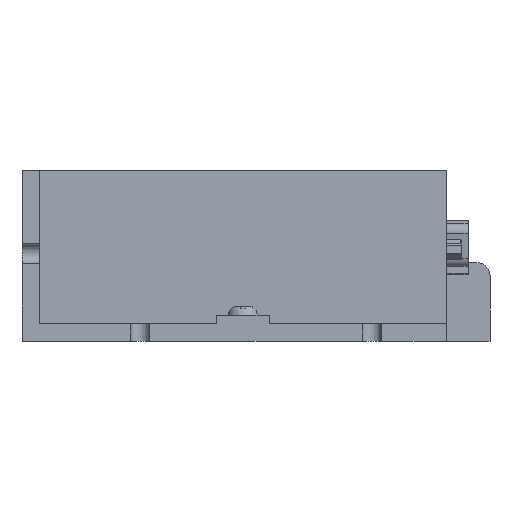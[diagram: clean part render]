
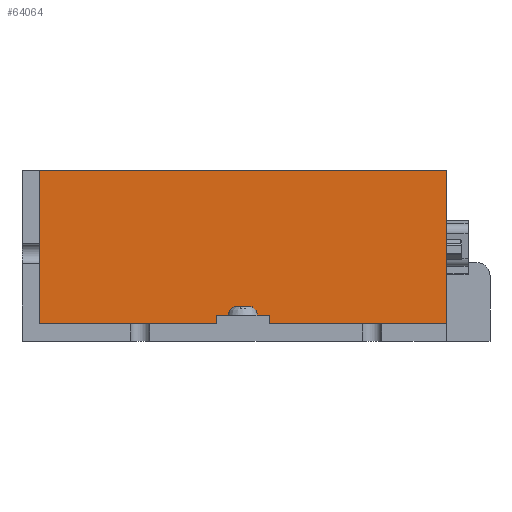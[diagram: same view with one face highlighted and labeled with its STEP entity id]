
A CAD part, left-side view. The second image highlights one B-rep face of the part: STEP entity #64064.
In plain terms, the highlighted planar face has unit normal (-1, 0, 0).
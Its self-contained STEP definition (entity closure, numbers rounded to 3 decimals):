
#24087=CARTESIAN_POINT('',(0.0,-36.181,39.0));
#24088=VERTEX_POINT('',#24087);
#24095=CARTESIAN_POINT('',(0.0,-36.181,4.0));
#24096=VERTEX_POINT('',#24095);
#24097=CARTESIAN_POINT('',(0.0,-36.181,4.0));
#24098=DIRECTION('',(0.0,0.0,1.0));
#24099=VECTOR('',#24098,35.0);
#24100=LINE('',#24097,#24099);
#24101=EDGE_CURVE('',#24096,#24088,#24100,.T.);
#55738=CARTESIAN_POINT('',(0.,56.819,39.0));
#55739=VERTEX_POINT('',#55738);
#55746=CARTESIAN_POINT('',(0.0,-36.181,39.0));
#55747=DIRECTION('',(0.0,1.0,0.0));
#55748=VECTOR('',#55747,93.);
#55749=LINE('',#55746,#55748);
#55750=EDGE_CURVE('',#24088,#55739,#55749,.T.);
#63934=CARTESIAN_POINT('',(0.,4.319,6.0));
#63935=VERTEX_POINT('',#63934);
#63950=CARTESIAN_POINT('',(0.,4.319,4.0));
#63951=VERTEX_POINT('',#63950);
#63958=CARTESIAN_POINT('',(0.,4.319,6.0));
#63959=DIRECTION('',(0.0,0.0,-1.0));
#63960=VECTOR('',#63959,2.0);
#63961=LINE('',#63958,#63960);
#63962=EDGE_CURVE('',#63935,#63951,#63961,.T.);
#63972=CARTESIAN_POINT('',(0.,16.319,6.0));
#63973=VERTEX_POINT('',#63972);
#63982=CARTESIAN_POINT('',(0.,16.319,4.0));
#63983=VERTEX_POINT('',#63982);
#63984=CARTESIAN_POINT('',(0.,16.319,4.0));
#63985=DIRECTION('',(0.0,0.0,1.0));
#63986=VECTOR('',#63985,2.0);
#63987=LINE('',#63984,#63986);
#63988=EDGE_CURVE('',#63983,#63973,#63987,.T.);
#64019=CARTESIAN_POINT('',(0.,16.319,6.0));
#64020=DIRECTION('',(0.0,-1.0,0.0));
#64021=VECTOR('',#64020,12.);
#64022=LINE('',#64019,#64021);
#64023=EDGE_CURVE('',#63973,#63935,#64022,.T.);
#64032=CARTESIAN_POINT('',(0.0,-36.181,0.0));
#64033=DIRECTION('',(-1.0,0.0,0.0));
#64034=DIRECTION('',(0.0,0.0,1.0));
#64035=AXIS2_PLACEMENT_3D('',#64032,#64033,#64034);
#64036=PLANE('',#64035);
#64037=ORIENTED_EDGE('',*,*,#63988,.T.);
#64038=ORIENTED_EDGE('',*,*,#64023,.T.);
#64039=ORIENTED_EDGE('',*,*,#63962,.T.);
#64040=CARTESIAN_POINT('',(0.,4.319,4.0));
#64041=DIRECTION('',(0.0,-1.0,0.0));
#64042=VECTOR('',#64041,40.5);
#64043=LINE('',#64040,#64042);
#64044=EDGE_CURVE('',#63951,#24096,#64043,.T.);
#64045=ORIENTED_EDGE('',*,*,#64044,.T.);
#64046=ORIENTED_EDGE('',*,*,#24101,.T.);
#64047=ORIENTED_EDGE('',*,*,#55750,.T.);
#64048=CARTESIAN_POINT('',(0.,56.819,4.0));
#64049=VERTEX_POINT('',#64048);
#64050=CARTESIAN_POINT('',(0.,56.819,4.0));
#64051=DIRECTION('',(0.0,0.0,1.0));
#64052=VECTOR('',#64051,35.0);
#64053=LINE('',#64050,#64052);
#64054=EDGE_CURVE('',#64049,#55739,#64053,.T.);
#64055=ORIENTED_EDGE('',*,*,#64054,.F.);
#64056=CARTESIAN_POINT('',(0.,56.819,4.0));
#64057=DIRECTION('',(0.0,-1.0,0.0));
#64058=VECTOR('',#64057,40.5);
#64059=LINE('',#64056,#64058);
#64060=EDGE_CURVE('',#64049,#63983,#64059,.T.);
#64061=ORIENTED_EDGE('',*,*,#64060,.T.);
#64062=EDGE_LOOP('',(#64037,#64038,#64039,#64045,#64046,#64047,#64055,#64061));
#64063=FACE_OUTER_BOUND('',#64062,.T.);
#64064=ADVANCED_FACE('',(#64063),#64036,.T.);
